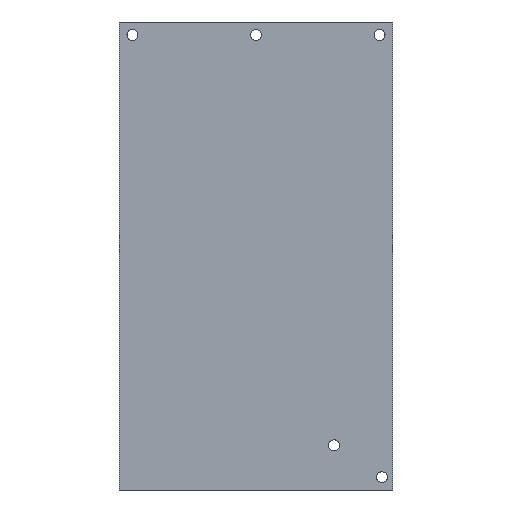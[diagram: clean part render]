
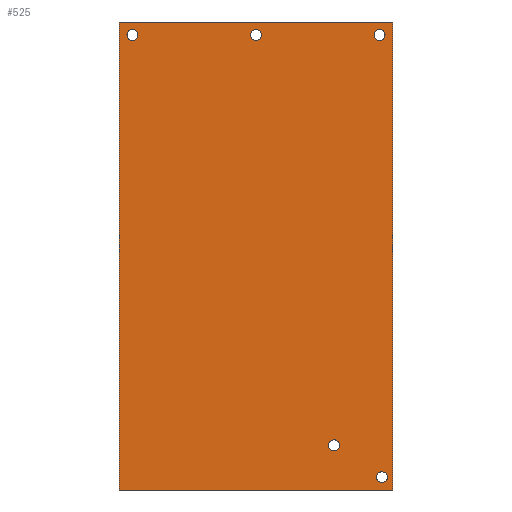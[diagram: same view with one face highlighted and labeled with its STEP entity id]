
A CAD part, front view. The second image highlights one B-rep face of the part: STEP entity #525.
In plain terms, the highlighted planar face has unit normal (0, -1, 0).
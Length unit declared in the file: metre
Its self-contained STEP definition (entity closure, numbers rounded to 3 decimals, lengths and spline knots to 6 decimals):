
#12=LINE('',#779,#57);
#29=LINE('',#827,#74);
#40=LINE('',#864,#85);
#41=LINE('',#866,#86);
#57=VECTOR('',#625,1.);
#74=VECTOR('',#666,1.);
#85=VECTOR('',#697,1.);
#86=VECTOR('',#698,1.);
#109=PLANE('',#585);
#180=ORIENTED_EDGE('',*,*,#259,.F.);
#181=ORIENTED_EDGE('',*,*,#303,.T.);
#182=ORIENTED_EDGE('',*,*,#304,.F.);
#183=ORIENTED_EDGE('',*,*,#284,.F.);
#184=ORIENTED_EDGE('',*,*,#261,.T.);
#185=ORIENTED_EDGE('',*,*,#305,.F.);
#186=ORIENTED_EDGE('',*,*,#306,.F.);
#187=ORIENTED_EDGE('',*,*,#307,.F.);
#188=ORIENTED_EDGE('',*,*,#308,.F.);
#259=EDGE_CURVE('',#328,#328,#378,.T.);
#261=EDGE_CURVE('',#330,#331,#12,.T.);
#284=EDGE_CURVE('',#330,#349,#29,.T.);
#303=EDGE_CURVE('',#331,#365,#40,.T.);
#304=EDGE_CURVE('',#349,#365,#41,.T.);
#305=EDGE_CURVE('',#366,#366,#394,.T.);
#306=EDGE_CURVE('',#367,#367,#395,.T.);
#307=EDGE_CURVE('',#368,#368,#396,.T.);
#308=EDGE_CURVE('',#369,#369,#397,.T.);
#328=VERTEX_POINT('',#775);
#330=VERTEX_POINT('',#780);
#331=VERTEX_POINT('',#781);
#349=VERTEX_POINT('',#828);
#365=VERTEX_POINT('',#865);
#366=VERTEX_POINT('',#868);
#367=VERTEX_POINT('',#870);
#368=VERTEX_POINT('',#872);
#369=VERTEX_POINT('',#874);
#378=CIRCLE('',#561,0.002);
#394=CIRCLE('',#586,0.002);
#395=CIRCLE('',#587,0.002);
#396=CIRCLE('',#588,0.002);
#397=CIRCLE('',#589,0.002);
#420=EDGE_LOOP('',(#180));
#421=EDGE_LOOP('',(#181,#182,#183,#184));
#422=EDGE_LOOP('',(#185));
#423=EDGE_LOOP('',(#186));
#424=EDGE_LOOP('',(#187));
#425=EDGE_LOOP('',(#188));
#471=FACE_BOUND('',#420,.T.);
#472=FACE_BOUND('',#421,.T.);
#473=FACE_BOUND('',#422,.T.);
#474=FACE_BOUND('',#423,.T.);
#475=FACE_BOUND('',#424,.T.);
#476=FACE_BOUND('',#425,.T.);
#525=ADVANCED_FACE('',(#471,#472,#473,#474,#475,#476),#109,.F.);
#561=AXIS2_PLACEMENT_3D('',#774,#619,#620);
#585=AXIS2_PLACEMENT_3D('',#863,#695,#696);
#586=AXIS2_PLACEMENT_3D('',#867,#699,#700);
#587=AXIS2_PLACEMENT_3D('',#869,#701,#702);
#588=AXIS2_PLACEMENT_3D('',#871,#703,#704);
#589=AXIS2_PLACEMENT_3D('',#873,#705,#706);
#619=DIRECTION('',(0.,-1.,0.));
#620=DIRECTION('',(1.,0.,0.));
#625=DIRECTION('',(1.,0.,0.));
#666=DIRECTION('',(0.,0.,1.));
#695=DIRECTION('',(0.,1.,0.));
#696=DIRECTION('',(1.,0.,0.));
#697=DIRECTION('',(0.,0.,1.));
#698=DIRECTION('',(1.,0.,0.));
#699=DIRECTION('',(0.,-1.,0.));
#700=DIRECTION('',(1.,0.,0.));
#701=DIRECTION('',(0.,-1.,0.));
#702=DIRECTION('',(1.,0.,0.));
#703=DIRECTION('',(0.,-1.,0.));
#704=DIRECTION('',(1.,0.,0.));
#705=DIRECTION('',(0.,-1.,0.));
#706=DIRECTION('',(1.,0.,0.));
#774=CARTESIAN_POINT('',(0.0461,0.,-0.07965));
#775=CARTESIAN_POINT('',(0.0481,0.,-0.07965));
#779=CARTESIAN_POINT('',(0.,0.,-0.08435));
#780=CARTESIAN_POINT('',(-0.05,0.,-0.08435));
#781=CARTESIAN_POINT('',(0.05,0.,-0.08435));
#827=CARTESIAN_POINT('',(-0.05,0.,0.00265));
#828=CARTESIAN_POINT('',(-0.05,0.,0.087));
#863=CARTESIAN_POINT('',(0.,0.,0.00265));
#864=CARTESIAN_POINT('',(0.05,0.,0.00265));
#865=CARTESIAN_POINT('',(0.05,0.,0.087));
#866=CARTESIAN_POINT('',(0.,0.,0.087));
#867=CARTESIAN_POINT('',(0.0286,0.,-0.068));
#868=CARTESIAN_POINT('',(0.0306,0.,-0.068));
#869=CARTESIAN_POINT('',(0.04525,0.,0.08225));
#870=CARTESIAN_POINT('',(0.04725,0.,0.08225));
#871=CARTESIAN_POINT('',(0.,0.,0.08225));
#872=CARTESIAN_POINT('',(0.002,0.,0.08225));
#873=CARTESIAN_POINT('',(-0.04525,0.,0.08225));
#874=CARTESIAN_POINT('',(-0.04325,0.,0.08225));
